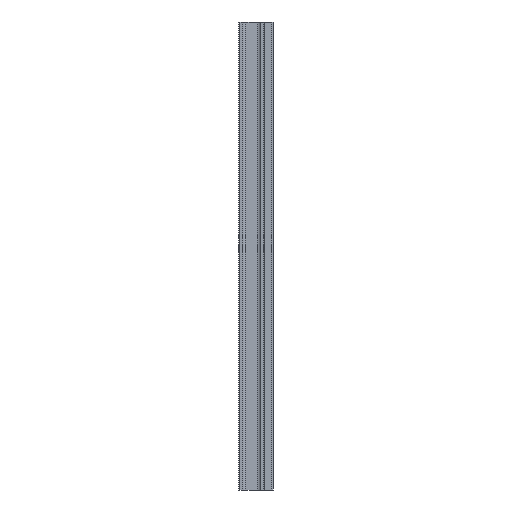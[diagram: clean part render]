
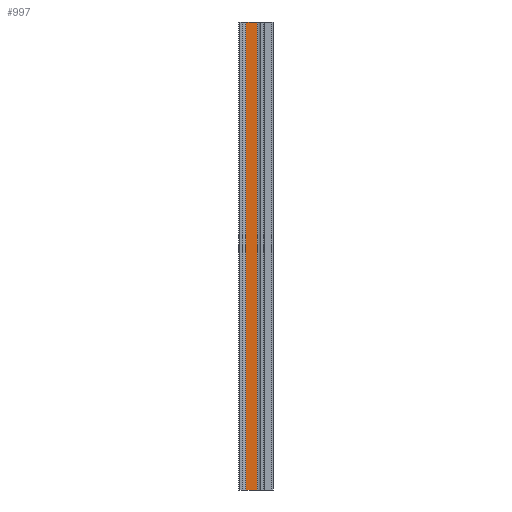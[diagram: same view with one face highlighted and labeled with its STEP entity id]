
A CAD part, left-side view. The second image highlights one B-rep face of the part: STEP entity #997.
In plain terms, the highlighted planar face has unit normal (-1, 0, 0).
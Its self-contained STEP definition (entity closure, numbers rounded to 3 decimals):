
#94 = LINE ( 'NONE', #2602, #502 ) ;
#182 = FACE_OUTER_BOUND ( 'NONE', #274, .T. ) ;
#206 = LINE ( 'NONE', #2611, #527 ) ;
#274 = EDGE_LOOP ( 'NONE', ( #1453, #1441, #1359, #1358 ) ) ;
#333 = LINE ( 'NONE', #2607, #493 ) ;
#368 = LINE ( 'NONE', #2609, #480 ) ;
#480 = VECTOR ( 'NONE', #2610, 1000. ) ;
#493 = VECTOR ( 'NONE', #2608, 1000. ) ;
#502 = VECTOR ( 'NONE', #2603, 1000. ) ;
#527 = VECTOR ( 'NONE', #2612, 1000. ) ;
#600 = CARTESIAN_POINT ( 'NONE',  ( -6.363, 9.148, 270. ) ) ;
#634 = CARTESIAN_POINT ( 'NONE',  ( -6.363, 9.148, 0. ) ) ;
#694 = CARTESIAN_POINT ( 'NONE',  ( -6.363, 15.852, 270. ) ) ;
#733 = CARTESIAN_POINT ( 'NONE',  ( -6.363, 15.852, 0. ) ) ;
#843 = VERTEX_POINT ( 'NONE', #600 ) ;
#863 = VERTEX_POINT ( 'NONE', #634 ) ;
#878 = VERTEX_POINT ( 'NONE', #694 ) ;
#880 = VERTEX_POINT ( 'NONE', #733 ) ;
#997 = ADVANCED_FACE ( 'NONE', ( #182 ), #2046, .F. ) ;
#1358 = ORIENTED_EDGE ( 'NONE', *, *, #1939, .T. ) ;
#1359 = ORIENTED_EDGE ( 'NONE', *, *, #1943, .F. ) ;
#1441 = ORIENTED_EDGE ( 'NONE', *, *, #1942, .F. ) ;
#1453 = ORIENTED_EDGE ( 'NONE', *, *, #1941, .T. ) ;
#1785 = AXIS2_PLACEMENT_3D ( 'NONE', #2045, #2044, #2043 ) ;
#1939 = EDGE_CURVE ( 'NONE', #878, #880, #94, .T. ) ;
#1941 = EDGE_CURVE ( 'NONE', #880, #863, #333, .T. ) ;
#1942 = EDGE_CURVE ( 'NONE', #843, #863, #368, .T. ) ;
#1943 = EDGE_CURVE ( 'NONE', #878, #843, #206, .T. ) ;
#2043 = DIRECTION ( 'NONE',  ( 0., 1., 0. ) ) ;
#2044 = DIRECTION ( 'NONE',  ( 1., 0., 0. ) ) ;
#2045 = CARTESIAN_POINT ( 'NONE',  ( -6.363, 15.852, 270. ) ) ;
#2046 = PLANE ( 'NONE',  #1785 ) ;
#2602 = CARTESIAN_POINT ( 'NONE',  ( -6.363, 15.852, 270. ) ) ;
#2603 = DIRECTION ( 'NONE',  ( 0., 0., -1. ) ) ;
#2607 = CARTESIAN_POINT ( 'NONE',  ( -6.363, 15.852, 0. ) ) ;
#2608 = DIRECTION ( 'NONE',  ( 0., -1., 0. ) ) ;
#2609 = CARTESIAN_POINT ( 'NONE',  ( -6.363, 9.148, 270. ) ) ;
#2610 = DIRECTION ( 'NONE',  ( 0., 0., -1. ) ) ;
#2611 = CARTESIAN_POINT ( 'NONE',  ( -6.363, 15.852, 270. ) ) ;
#2612 = DIRECTION ( 'NONE',  ( 0., -1., 0. ) ) ;
